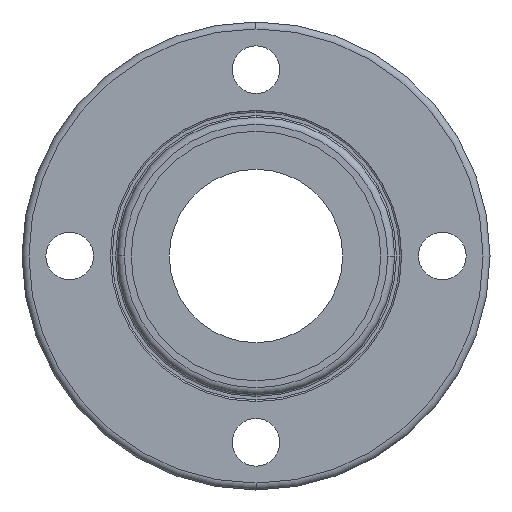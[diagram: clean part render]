
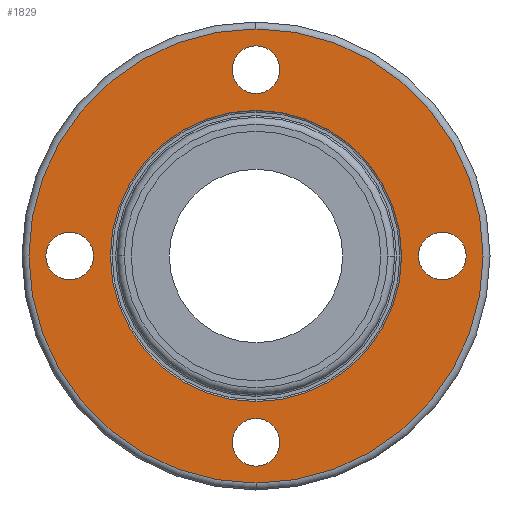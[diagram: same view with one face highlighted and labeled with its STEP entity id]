
A CAD part, left-side view. The second image highlights one B-rep face of the part: STEP entity #1829.
In plain terms, the highlighted planar face has unit normal (-1, 0, 0).
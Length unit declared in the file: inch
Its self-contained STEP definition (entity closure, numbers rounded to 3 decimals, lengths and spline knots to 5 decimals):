
#63 = CIRCLE ( 'NONE', #2547, 1.03149 ) ;
#76 = AXIS2_PLACEMENT_3D ( 'NONE', #908, #1562, #970 ) ;
#93 = CARTESIAN_POINT ( 'NONE',  ( -0.15748, -0.84646, 0. ) ) ;
#184 = ORIENTED_EDGE ( 'NONE', *, *, #2712, .T. ) ;
#196 = FACE_BOUND ( 'NONE', #1101, .T. ) ;
#228 = CARTESIAN_POINT ( 'NONE',  ( -0.15748, 0., -1.03149 ) ) ;
#232 = ORIENTED_EDGE ( 'NONE', *, *, #2223, .F. ) ;
#246 = AXIS2_PLACEMENT_3D ( 'NONE', #611, #657, #2446 ) ;
#256 = AXIS2_PLACEMENT_3D ( 'NONE', #1401, #1356, #2307 ) ;
#280 = DIRECTION ( 'NONE',  ( 0., 0., -1. ) ) ;
#297 = CIRCLE ( 'NONE', #1510, 0.10827 ) ;
#314 = DIRECTION ( 'NONE',  ( -1., 0., 0. ) ) ;
#316 = EDGE_CURVE ( 'NONE', #2632, #2673, #2639, .T. ) ;
#353 = EDGE_CURVE ( 'NONE', #797, #1176, #2172, .T. ) ;
#368 = DIRECTION ( 'NONE',  ( 1., 0., 0. ) ) ;
#393 = CIRCLE ( 'NONE', #256, 0.10827 ) ;
#425 = ORIENTED_EDGE ( 'NONE', *, *, #1351, .T. ) ;
#494 = CARTESIAN_POINT ( 'NONE',  ( -0.15748, 0., -0.6614 ) ) ;
#502 = EDGE_CURVE ( 'NONE', #1052, #2595, #63, .T. ) ;
#504 = DIRECTION ( 'NONE',  ( 0., 0., -1. ) ) ;
#507 = ORIENTED_EDGE ( 'NONE', *, *, #353, .T. ) ;
#569 = CARTESIAN_POINT ( 'NONE',  ( -0.15748, 0., 0.73819 ) ) ;
#580 = AXIS2_PLACEMENT_3D ( 'NONE', #1115, #705, #1394 ) ;
#591 = CARTESIAN_POINT ( 'NONE',  ( -0.15748, 0.95472, 0. ) ) ;
#611 = CARTESIAN_POINT ( 'NONE',  ( -0.15748, 0., 0. ) ) ;
#657 = DIRECTION ( 'NONE',  ( -1., 0., 0. ) ) ;
#667 = DIRECTION ( 'NONE',  ( 0., 0., -1. ) ) ;
#705 = DIRECTION ( 'NONE',  ( 1., 0., 0. ) ) ;
#709 = EDGE_LOOP ( 'NONE', ( #943, #2475 ) ) ;
#719 = CARTESIAN_POINT ( 'NONE',  ( -0.15748, 0., 1.03149 ) ) ;
#722 = CARTESIAN_POINT ( 'NONE',  ( -0.15748, -0.84646, 0. ) ) ;
#746 = CARTESIAN_POINT ( 'NONE',  ( -0.15748, -0.73819, 0. ) ) ;
#768 = CARTESIAN_POINT ( 'NONE',  ( -0.15748, 0., 0. ) ) ;
#797 = VERTEX_POINT ( 'NONE', #1365 ) ;
#845 = FACE_BOUND ( 'NONE', #952, .T. ) ;
#873 = CARTESIAN_POINT ( 'NONE',  ( -0.15748, 0., 0. ) ) ;
#881 = EDGE_CURVE ( 'NONE', #2211, #1713, #297, .T. ) ;
#892 = DIRECTION ( 'NONE',  ( -1., 0., 0. ) ) ;
#908 = CARTESIAN_POINT ( 'NONE',  ( -0.15748, 0., -0.84646 ) ) ;
#943 = ORIENTED_EDGE ( 'NONE', *, *, #1969, .T. ) ;
#952 = EDGE_LOOP ( 'NONE', ( #507, #184 ) ) ;
#965 = DIRECTION ( 'NONE',  ( -1., 0., 0. ) ) ;
#970 = DIRECTION ( 'NONE',  ( 0., -1., 0. ) ) ;
#980 = DIRECTION ( 'NONE',  ( 0., 0., 1. ) ) ;
#983 = ORIENTED_EDGE ( 'NONE', *, *, #502, .T. ) ;
#1051 = AXIS2_PLACEMENT_3D ( 'NONE', #722, #2331, #2785 ) ;
#1052 = VERTEX_POINT ( 'NONE', #719 ) ;
#1077 = DIRECTION ( 'NONE',  ( 0., 1., 0. ) ) ;
#1083 = CIRCLE ( 'NONE', #2734, 0.6614 ) ;
#1101 = EDGE_LOOP ( 'NONE', ( #1416, #1268 ) ) ;
#1115 = CARTESIAN_POINT ( 'NONE',  ( -0.15748, 0., 0.84646 ) ) ;
#1156 = EDGE_LOOP ( 'NONE', ( #232, #1623 ) ) ;
#1176 = VERTEX_POINT ( 'NONE', #569 ) ;
#1204 = CARTESIAN_POINT ( 'NONE',  ( -0.15748, 0., 0. ) ) ;
#1268 = ORIENTED_EDGE ( 'NONE', *, *, #1439, .T. ) ;
#1315 = DIRECTION ( 'NONE',  ( 1., 0., 0. ) ) ;
#1334 = CIRCLE ( 'NONE', #76, 0.10827 ) ;
#1351 = EDGE_CURVE ( 'NONE', #2382, #1645, #2650, .T. ) ;
#1356 = DIRECTION ( 'NONE',  ( 1., 0., 0. ) ) ;
#1365 = CARTESIAN_POINT ( 'NONE',  ( -0.15748, 0., 0.95472 ) ) ;
#1394 = DIRECTION ( 'NONE',  ( 0., 1., 0. ) ) ;
#1395 = EDGE_LOOP ( 'NONE', ( #1869, #983 ) ) ;
#1401 = CARTESIAN_POINT ( 'NONE',  ( -0.15748, 0., -0.84646 ) ) ;
#1405 = VERTEX_POINT ( 'NONE', #2486 ) ;
#1416 = ORIENTED_EDGE ( 'NONE', *, *, #1583, .T. ) ;
#1434 = AXIS2_PLACEMENT_3D ( 'NONE', #873, #1757, #2909 ) ;
#1439 = EDGE_CURVE ( 'NONE', #1405, #1642, #393, .T. ) ;
#1478 = CIRCLE ( 'NONE', #1051, 0.10827 ) ;
#1510 = AXIS2_PLACEMENT_3D ( 'NONE', #93, #368, #980 ) ;
#1523 = ORIENTED_EDGE ( 'NONE', *, *, #1878, .T. ) ;
#1538 = CARTESIAN_POINT ( 'NONE',  ( -0.15748, 0., 0.84646 ) ) ;
#1562 = DIRECTION ( 'NONE',  ( 1., 0., 0. ) ) ;
#1579 = CARTESIAN_POINT ( 'NONE',  ( -0.15748, 0., -0.95472 ) ) ;
#1583 = EDGE_CURVE ( 'NONE', #1642, #1405, #1334, .T. ) ;
#1623 = ORIENTED_EDGE ( 'NONE', *, *, #316, .F. ) ;
#1624 = EDGE_CURVE ( 'NONE', #2595, #1052, #2039, .T. ) ;
#1626 = CARTESIAN_POINT ( 'NONE',  ( -0.15748, 0.84646, 0. ) ) ;
#1642 = VERTEX_POINT ( 'NONE', #1579 ) ;
#1645 = VERTEX_POINT ( 'NONE', #591 ) ;
#1649 = DIRECTION ( 'NONE',  ( 0., 0., -1. ) ) ;
#1713 = VERTEX_POINT ( 'NONE', #2832 ) ;
#1726 = FACE_BOUND ( 'NONE', #2554, .T. ) ;
#1730 = CARTESIAN_POINT ( 'NONE',  ( -0.15748, 0.73819, 0. ) ) ;
#1757 = DIRECTION ( 'NONE',  ( 1., 0., 0. ) ) ;
#1816 = CARTESIAN_POINT ( 'NONE',  ( -0.15748, 0., 0.6614 ) ) ;
#1829 = ADVANCED_FACE ( 'NONE', ( #845, #2006, #196, #1726, #2182, #2387 ), #1946, .F. ) ;
#1859 = DIRECTION ( 'NONE',  ( 0., 0., 1. ) ) ;
#1869 = ORIENTED_EDGE ( 'NONE', *, *, #1624, .T. ) ;
#1878 = EDGE_CURVE ( 'NONE', #1645, #2382, #1906, .T. ) ;
#1906 = CIRCLE ( 'NONE', #2612, 0.10827 ) ;
#1946 = PLANE ( 'NONE',  #1434 ) ;
#1969 = EDGE_CURVE ( 'NONE', #1713, #2211, #1478, .T. ) ;
#2006 = FACE_BOUND ( 'NONE', #709, .T. ) ;
#2039 = CIRCLE ( 'NONE', #2420, 1.03149 ) ;
#2080 = AXIS2_PLACEMENT_3D ( 'NONE', #1538, #1315, #1077 ) ;
#2172 = CIRCLE ( 'NONE', #2080, 0.10827 ) ;
#2182 = FACE_OUTER_BOUND ( 'NONE', #1395, .T. ) ;
#2211 = VERTEX_POINT ( 'NONE', #746 ) ;
#2223 = EDGE_CURVE ( 'NONE', #2673, #2632, #1083, .T. ) ;
#2307 = DIRECTION ( 'NONE',  ( 0., -1., 0. ) ) ;
#2331 = DIRECTION ( 'NONE',  ( 1., 0., 0. ) ) ;
#2339 = CARTESIAN_POINT ( 'NONE',  ( -0.15748, 0., 0. ) ) ;
#2382 = VERTEX_POINT ( 'NONE', #1730 ) ;
#2387 = FACE_BOUND ( 'NONE', #1156, .T. ) ;
#2420 = AXIS2_PLACEMENT_3D ( 'NONE', #768, #892, #667 ) ;
#2446 = DIRECTION ( 'NONE',  ( 0., 0., 1. ) ) ;
#2468 = DIRECTION ( 'NONE',  ( 1., 0., 0. ) ) ;
#2475 = ORIENTED_EDGE ( 'NONE', *, *, #881, .T. ) ;
#2486 = CARTESIAN_POINT ( 'NONE',  ( -0.15748, 0., -0.73819 ) ) ;
#2515 = DIRECTION ( 'NONE',  ( 1., 0., 0. ) ) ;
#2547 = AXIS2_PLACEMENT_3D ( 'NONE', #2339, #314, #1649 ) ;
#2554 = EDGE_LOOP ( 'NONE', ( #1523, #425 ) ) ;
#2558 = AXIS2_PLACEMENT_3D ( 'NONE', #1626, #2515, #504 ) ;
#2595 = VERTEX_POINT ( 'NONE', #228 ) ;
#2612 = AXIS2_PLACEMENT_3D ( 'NONE', #2713, #2468, #280 ) ;
#2632 = VERTEX_POINT ( 'NONE', #494 ) ;
#2639 = CIRCLE ( 'NONE', #246, 0.6614 ) ;
#2650 = CIRCLE ( 'NONE', #2558, 0.10827 ) ;
#2673 = VERTEX_POINT ( 'NONE', #1816 ) ;
#2712 = EDGE_CURVE ( 'NONE', #1176, #797, #2896, .T. ) ;
#2713 = CARTESIAN_POINT ( 'NONE',  ( -0.15748, 0.84646, 0. ) ) ;
#2734 = AXIS2_PLACEMENT_3D ( 'NONE', #1204, #965, #1859 ) ;
#2785 = DIRECTION ( 'NONE',  ( 0., 0., 1. ) ) ;
#2832 = CARTESIAN_POINT ( 'NONE',  ( -0.15748, -0.95472, 0. ) ) ;
#2896 = CIRCLE ( 'NONE', #580, 0.10827 ) ;
#2909 = DIRECTION ( 'NONE',  ( 0., 0., -1. ) ) ;
